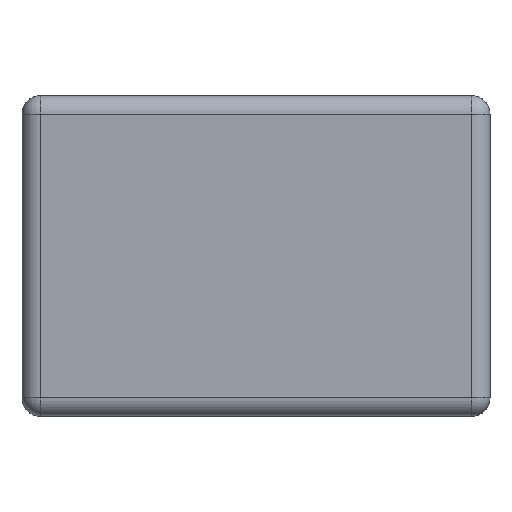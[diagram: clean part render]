
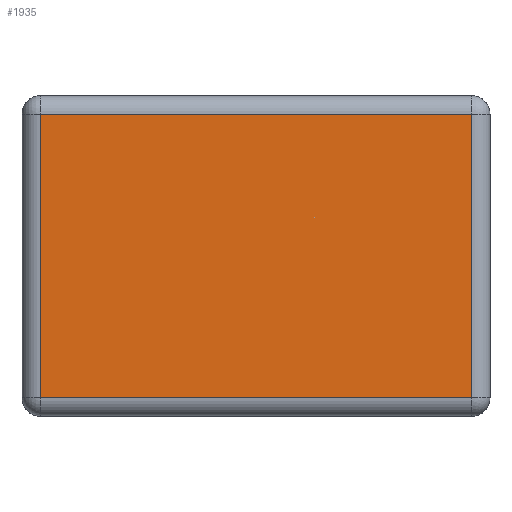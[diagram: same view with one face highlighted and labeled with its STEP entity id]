
A CAD part, left-side view. The second image highlights one B-rep face of the part: STEP entity #1935.
In plain terms, the highlighted planar face has unit normal (-1, 0, 0).
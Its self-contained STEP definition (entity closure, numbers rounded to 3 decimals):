
#238 = DIRECTION ( 'NONE',  ( 0., 0., 1. ) ) ;
#345 = DIRECTION ( 'NONE',  ( 0., 1., 0. ) ) ;
#473 = EDGE_CURVE ( 'NONE', #2424, #3128, #3938, .T. ) ;
#533 = CARTESIAN_POINT ( 'NONE',  ( -1.01, 0.585, 0.05 ) ) ;
#554 = CARTESIAN_POINT ( 'NONE',  ( -1.01, 0.585, 0.87 ) ) ;
#671 = DIRECTION ( 'NONE',  ( 1., 0., 0. ) ) ;
#724 = ORIENTED_EDGE ( 'NONE', *, *, #3895, .T. ) ;
#727 = AXIS2_PLACEMENT_3D ( 'NONE', #4653, #671, #1394 ) ;
#1149 = CARTESIAN_POINT ( 'NONE',  ( -1.01, 0.585, 0.82 ) ) ;
#1243 = DIRECTION ( 'NONE',  ( 0., 0., -1. ) ) ;
#1289 = VERTEX_POINT ( 'NONE', #1149 ) ;
#1310 = CARTESIAN_POINT ( 'NONE',  ( -1.01, -0.585, 0.87 ) ) ;
#1394 = DIRECTION ( 'NONE',  ( 0., 0., -1. ) ) ;
#1820 = CARTESIAN_POINT ( 'NONE',  ( -1.01, -0.585, 0.82 ) ) ;
#1838 = VECTOR ( 'NONE', #1243, 1000. ) ;
#1935 = ADVANCED_FACE ( 'NONE', ( #2161 ), #4519, .F. ) ;
#2094 = VERTEX_POINT ( 'NONE', #1820 ) ;
#2161 = FACE_OUTER_BOUND ( 'NONE', #2540, .T. ) ;
#2166 = VECTOR ( 'NONE', #238, 1000. ) ;
#2234 = LINE ( 'NONE', #2471, #3265 ) ;
#2259 = CARTESIAN_POINT ( 'NONE',  ( -1.01, -0.635, 0.05 ) ) ;
#2424 = VERTEX_POINT ( 'NONE', #533 ) ;
#2471 = CARTESIAN_POINT ( 'NONE',  ( -1.01, 0.635, 0.82 ) ) ;
#2540 = EDGE_LOOP ( 'NONE', ( #3144, #3521, #4065, #724 ) ) ;
#2933 = EDGE_CURVE ( 'NONE', #1289, #2424, #3272, .T. ) ;
#3128 = VERTEX_POINT ( 'NONE', #4285 ) ;
#3143 = LINE ( 'NONE', #1310, #2166 ) ;
#3144 = ORIENTED_EDGE ( 'NONE', *, *, #3221, .T. ) ;
#3221 = EDGE_CURVE ( 'NONE', #2094, #1289, #2234, .T. ) ;
#3265 = VECTOR ( 'NONE', #345, 1000. ) ;
#3272 = LINE ( 'NONE', #554, #1838 ) ;
#3342 = VECTOR ( 'NONE', #4026, 1000. ) ;
#3521 = ORIENTED_EDGE ( 'NONE', *, *, #2933, .T. ) ;
#3895 = EDGE_CURVE ( 'NONE', #3128, #2094, #3143, .T. ) ;
#3938 = LINE ( 'NONE', #2259, #3342 ) ;
#4026 = DIRECTION ( 'NONE',  ( 0., -1., 0. ) ) ;
#4065 = ORIENTED_EDGE ( 'NONE', *, *, #473, .T. ) ;
#4285 = CARTESIAN_POINT ( 'NONE',  ( -1.01, -0.585, 0.05 ) ) ;
#4519 = PLANE ( 'NONE',  #727 ) ;
#4653 = CARTESIAN_POINT ( 'NONE',  ( -1.01, 0.635, 0.87 ) ) ;
